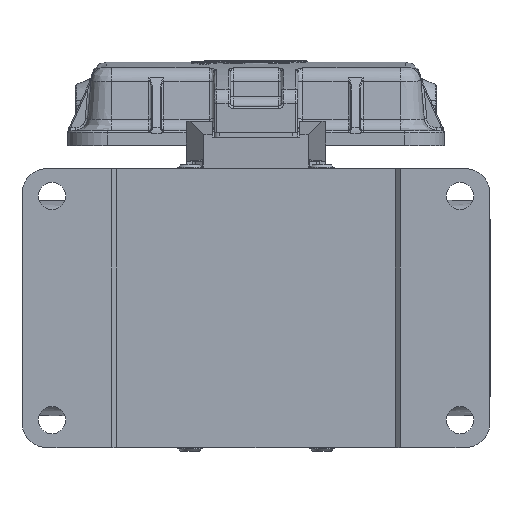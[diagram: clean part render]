
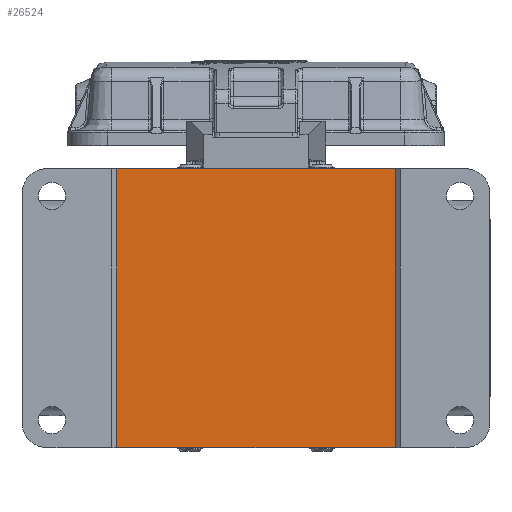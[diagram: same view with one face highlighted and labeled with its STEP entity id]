
A CAD part, front view. The second image highlights one B-rep face of the part: STEP entity #26524.
In plain terms, the highlighted planar face has unit normal (0, -1, 0).
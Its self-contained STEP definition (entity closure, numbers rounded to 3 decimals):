
#4791 = EDGE_LOOP ( 'NONE', ( #46969, #47068, #47013, #47036 ) ) ;
#13110 = PLANE ( 'NONE',  #35460 ) ;
#13111 = CARTESIAN_POINT ( 'NONE',  ( 28., -76., 33.6 ) ) ;
#13112 = DIRECTION ( 'NONE',  ( 0., 1., 0. ) ) ;
#13113 = DIRECTION ( 'NONE',  ( 0., 0., 1. ) ) ;
#21581 = VECTOR ( 'NONE', #26197, 1000. ) ;
#21582 = VECTOR ( 'NONE', #26203, 1000. ) ;
#21584 = VECTOR ( 'NONE', #26209, 1000. ) ;
#21591 = VECTOR ( 'NONE', #26628, 1000. ) ;
#26193 = LINE ( 'NONE', #26195, #21581 ) ;
#26195 = CARTESIAN_POINT ( 'NONE',  ( 47., -76., -28. ) ) ;
#26197 = DIRECTION ( 'NONE',  ( -1., 0., 0. ) ) ;
#26199 = LINE ( 'NONE', #26201, #21582 ) ;
#26201 = CARTESIAN_POINT ( 'NONE',  ( -47., -76., 28. ) ) ;
#26203 = DIRECTION ( 'NONE',  ( 1., 0., 0. ) ) ;
#26205 = LINE ( 'NONE', #26207, #21584 ) ;
#26207 = CARTESIAN_POINT ( 'NONE',  ( -28., -76., 33.6 ) ) ;
#26209 = DIRECTION ( 'NONE',  ( 0., 0., -1. ) ) ;
#26524 = ADVANCED_FACE ( 'NONE', ( #35457 ), #13110, .F. ) ;
#26626 = LINE ( 'NONE', #26627, #21591 ) ;
#26627 = CARTESIAN_POINT ( 'NONE',  ( 28., -76., 33.6 ) ) ;
#26628 = DIRECTION ( 'NONE',  ( 0., 0., 1. ) ) ;
#32597 = CARTESIAN_POINT ( 'NONE',  ( -28., -76., -28. ) ) ;
#32602 = CARTESIAN_POINT ( 'NONE',  ( 28., -76., -28. ) ) ;
#33230 = EDGE_CURVE ( 'NONE', #35783, #35781, #26193, .T. ) ;
#33231 = EDGE_CURVE ( 'NONE', #35845, #35830, #26199, .T. ) ;
#33232 = EDGE_CURVE ( 'NONE', #35845, #35781, #26205, .T. ) ;
#33240 = EDGE_CURVE ( 'NONE', #35783, #35830, #26626, .T. ) ;
#35457 = FACE_OUTER_BOUND ( 'NONE', #4791, .T. ) ;
#35460 = AXIS2_PLACEMENT_3D ( 'NONE', #13111, #13112, #13113 ) ;
#35781 = VERTEX_POINT ( 'NONE', #32597 ) ;
#35783 = VERTEX_POINT ( 'NONE', #32602 ) ;
#35830 = VERTEX_POINT ( 'NONE', #41104 ) ;
#35845 = VERTEX_POINT ( 'NONE', #41152 ) ;
#41104 = CARTESIAN_POINT ( 'NONE',  ( 28., -76., 28. ) ) ;
#41152 = CARTESIAN_POINT ( 'NONE',  ( -28., -76., 28. ) ) ;
#46969 = ORIENTED_EDGE ( 'NONE', *, *, #33230, .F. ) ;
#47013 = ORIENTED_EDGE ( 'NONE', *, *, #33231, .F. ) ;
#47036 = ORIENTED_EDGE ( 'NONE', *, *, #33232, .T. ) ;
#47068 = ORIENTED_EDGE ( 'NONE', *, *, #33240, .T. ) ;
